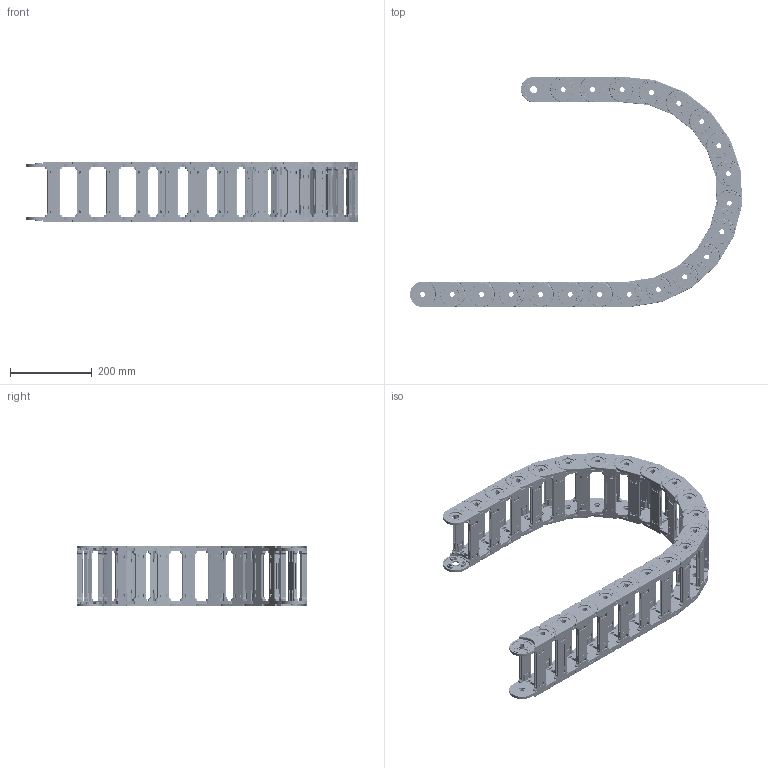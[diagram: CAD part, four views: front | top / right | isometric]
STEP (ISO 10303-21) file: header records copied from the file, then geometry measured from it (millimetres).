
FILE_DESCRIPTION (( 'STEP AP214' ), '1' );
FILE_NAME ('CK40-A120-R250.STEP', '2019-09-06T14:30:37', ( '' ), ( '' ), 'SwSTEP 2.0', 'SolidWorks 2017', '' );
FILE_SCHEMA (( 'AUTOMOTIVE_DESIGN' ));
Length unit declared in the file: millimetre
Products named in the file (2): CK40-A120-R250; CK40-A120
Assembly tree (21 placements, depth 2):
  CK40-A120-R250
    CK40-A120  x21
Bounding box: 810.48 x 562 x 148.9 mm (x, y, z)
Volume: 3262395.8 mm3; surface area: 1874765.3 mm2
Topology: 84 solids, 210 shells, 20412 faces, 52374 edges, 33852 vertices
Faces by surface type: plane 8652, cylinder 7056, bspline 2184, torus 2100, sphere 420
Entity records: 35337 total; most frequent: CARTESIAN_POINT 11406, DIRECTION 4980, ORIENTED_EDGE 4968, EDGE_CURVE 2484, AXIS2_PLACEMENT_3D 1814, VERTEX_POINT 1612, VECTOR 1352, LINE 1352
